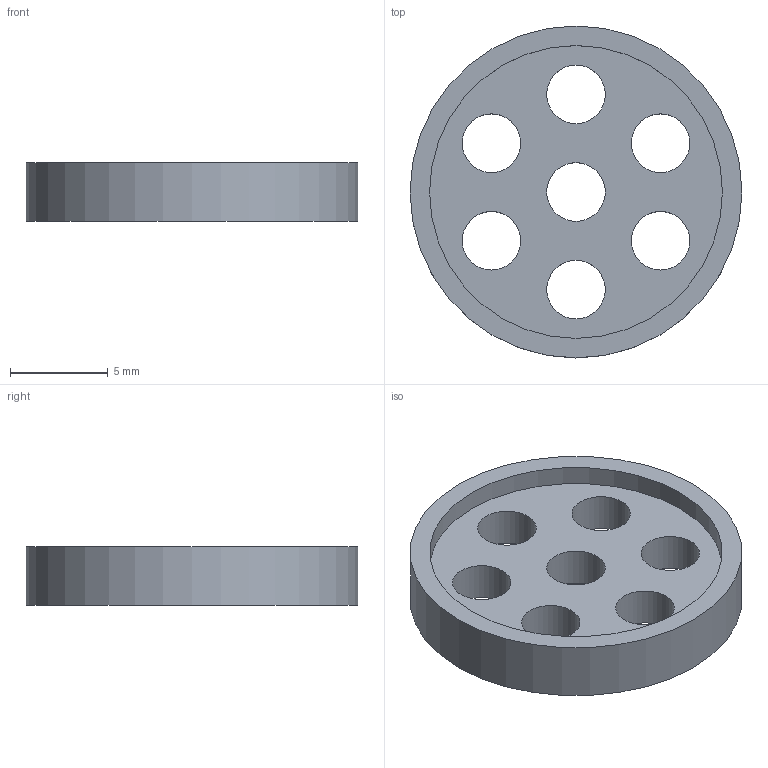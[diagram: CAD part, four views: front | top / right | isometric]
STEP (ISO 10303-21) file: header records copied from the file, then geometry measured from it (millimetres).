
FILE_DESCRIPTION(/* description */ ('Alibre Inc.'),/* implementation_level */ '2;1');
FILE_NAME(/* name */ 'export-2399A992-9D35-4FDE-A726-741E93F46BC5',/* time_stamp */ '2022-12-23T10:29:17+07:00',/* author */ (''),/* organization */ (''),/* preprocessor_version */ 'ST-DEVELOPER v17',/* originating_system */ 'Alibre',/* authorisation */ '');
FILE_SCHEMA (('CONFIG_CONTROL_DESIGN'));
Length unit declared in the file: millimetre
Bounding box: 17 x 17 x 3 mm (x, y, z)
Volume: 405.3 mm3; surface area: 694.3 mm2
Topology: 1 solids, 1 shells, 12 faces, 34 edges, 25 vertices
Faces by surface type: cylinder 9, plane 3
Full cylindrical faces by diameter (mm): 3 x7, 15 x1, 17 x1
Entity records: 414 total; most frequent: DIRECTION 57, CARTESIAN_POINT 48, ORIENTED_EDGE 36, EDGE_LOOP 36, FACE_BOUND 36, AXIS2_PLACEMENT_3D 30, VERTEX_POINT 18, CIRCLE 18
